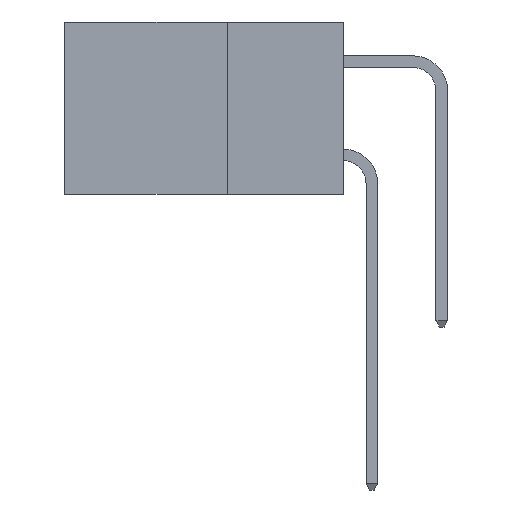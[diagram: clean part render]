
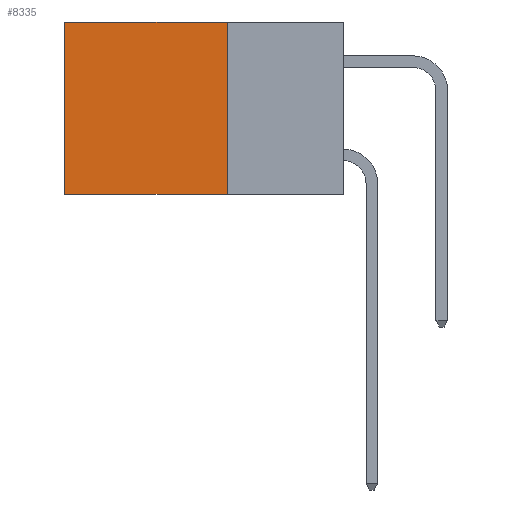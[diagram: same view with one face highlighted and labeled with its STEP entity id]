
A CAD part, left-side view. The second image highlights one B-rep face of the part: STEP entity #8335.
In plain terms, the highlighted planar face has unit normal (-1, 0, 0).
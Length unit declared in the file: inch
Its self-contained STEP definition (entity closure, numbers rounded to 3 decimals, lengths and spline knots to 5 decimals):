
#365 = VECTOR ( 'NONE', #4431, 39.37008 ) ;
#1357 = ORIENTED_EDGE ( 'NONE', *, *, #7177, .T. ) ;
#1865 = VECTOR ( 'NONE', #6249, 39.37008 ) ;
#3168 = LINE ( 'NONE', #14294, #9952 ) ;
#3463 = LINE ( 'NONE', #11418, #10240 ) ;
#3521 = LINE ( 'NONE', #4443, #365 ) ;
#3968 = CARTESIAN_POINT ( 'NONE',  ( 0.2615, 0.25, -0.37 ) ) ;
#4048 = VERTEX_POINT ( 'NONE', #3968 ) ;
#4201 = ORIENTED_EDGE ( 'NONE', *, *, #13178, .F. ) ;
#4431 = DIRECTION ( 'NONE',  ( 0., 0., -1. ) ) ;
#4443 = CARTESIAN_POINT ( 'NONE',  ( 0.2615, 0.6, -0.37 ) ) ;
#4887 = CARTESIAN_POINT ( 'NONE',  ( 0.2615, 0.25, 0. ) ) ;
#5847 = EDGE_CURVE ( 'NONE', #4048, #15700, #3168, .T. ) ;
#6170 = VERTEX_POINT ( 'NONE', #12008 ) ;
#6249 = DIRECTION ( 'NONE',  ( 0., 1., 0. ) ) ;
#7177 = EDGE_CURVE ( 'NONE', #6170, #15700, #3521, .T. ) ;
#8335 = ADVANCED_FACE ( 'NONE', ( #14041 ), #15906, .F. ) ;
#8665 = VERTEX_POINT ( 'NONE', #12202 ) ;
#9952 = VECTOR ( 'NONE', #14340, 39.37008 ) ;
#10240 = VECTOR ( 'NONE', #11057, 39.37008 ) ;
#11057 = DIRECTION ( 'NONE',  ( 0., 0., -1. ) ) ;
#11313 = ORIENTED_EDGE ( 'NONE', *, *, #5847, .F. ) ;
#11418 = CARTESIAN_POINT ( 'NONE',  ( 0.2615, 0.25, -0.37 ) ) ;
#12008 = CARTESIAN_POINT ( 'NONE',  ( 0.2615, 0.6, 0. ) ) ;
#12202 = CARTESIAN_POINT ( 'NONE',  ( 0.2615, 0.25, 0. ) ) ;
#12344 = AXIS2_PLACEMENT_3D ( 'NONE', #15903, #15851, #15815 ) ;
#13054 = CARTESIAN_POINT ( 'NONE',  ( 0.2615, 0.6, -0.37 ) ) ;
#13178 = EDGE_CURVE ( 'NONE', #8665, #4048, #3463, .T. ) ;
#14041 = FACE_OUTER_BOUND ( 'NONE', #14817, .T. ) ;
#14294 = CARTESIAN_POINT ( 'NONE',  ( 0.2615, 0.25, -0.37 ) ) ;
#14340 = DIRECTION ( 'NONE',  ( 0., 1., 0. ) ) ;
#14800 = ORIENTED_EDGE ( 'NONE', *, *, #16329, .T. ) ;
#14817 = EDGE_LOOP ( 'NONE', ( #1357, #11313, #4201, #14800 ) ) ;
#15700 = VERTEX_POINT ( 'NONE', #13054 ) ;
#15815 = DIRECTION ( 'NONE',  ( 0., 0., -1. ) ) ;
#15851 = DIRECTION ( 'NONE',  ( 1., 0., 0. ) ) ;
#15903 = CARTESIAN_POINT ( 'NONE',  ( 0.2615, 0.25, -0.37 ) ) ;
#15906 = PLANE ( 'NONE',  #12344 ) ;
#16329 = EDGE_CURVE ( 'NONE', #8665, #6170, #16383, .T. ) ;
#16383 = LINE ( 'NONE', #4887, #1865 ) ;
